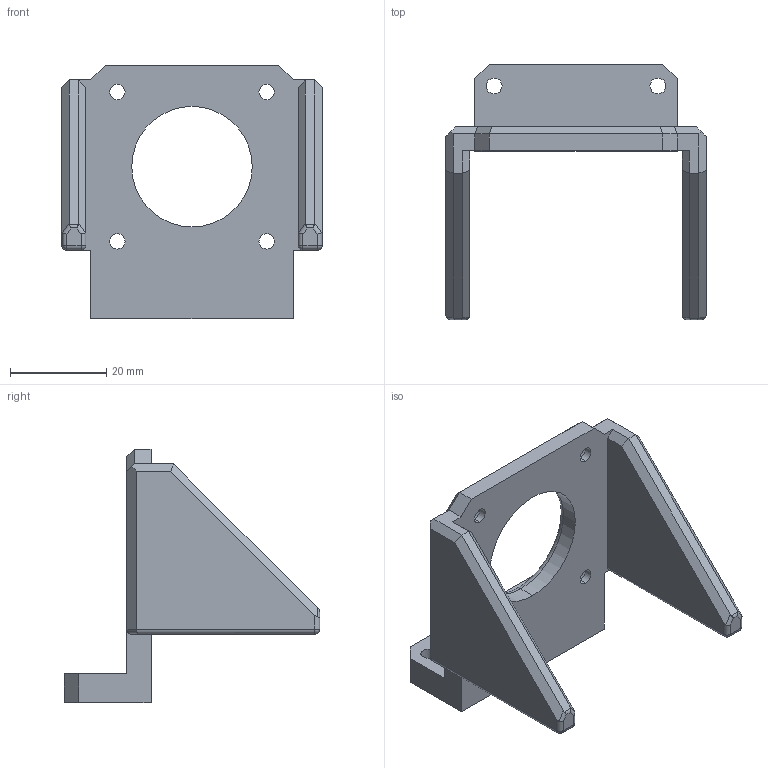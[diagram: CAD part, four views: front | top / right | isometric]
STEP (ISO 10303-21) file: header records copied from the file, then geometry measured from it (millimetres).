
FILE_DESCRIPTION (( 'STEP AP214' ), '1' );
FILE_NAME ('Z_motor_holder.STEP', '2024-10-12T22:13:24', ( '' ), ( '' ), 'SwSTEP 2.0', 'SolidWorks 2024', '' );
FILE_SCHEMA (( 'AUTOMOTIVE_DESIGN' ));
Length unit declared in the file: millimetre
Products named in the file (1): Z_motor_holder
Bounding box: 54 x 53 x 52.5 mm (x, y, z)
Volume: 20405.9 mm3; surface area: 10512.5 mm2
Topology: 1 solids, 1 shells, 105 faces, 269 edges, 168 vertices
Faces by surface type: plane 57, cylinder 42, sphere 4, torus 2
Entity records: 3166 total; most frequent: CARTESIAN_POINT 599, ORIENTED_EDGE 530, DIRECTION 521, EDGE_CURVE 265, LINE 181, VECTOR 181, AXIS2_PLACEMENT_3D 170, VERTEX_POINT 168
